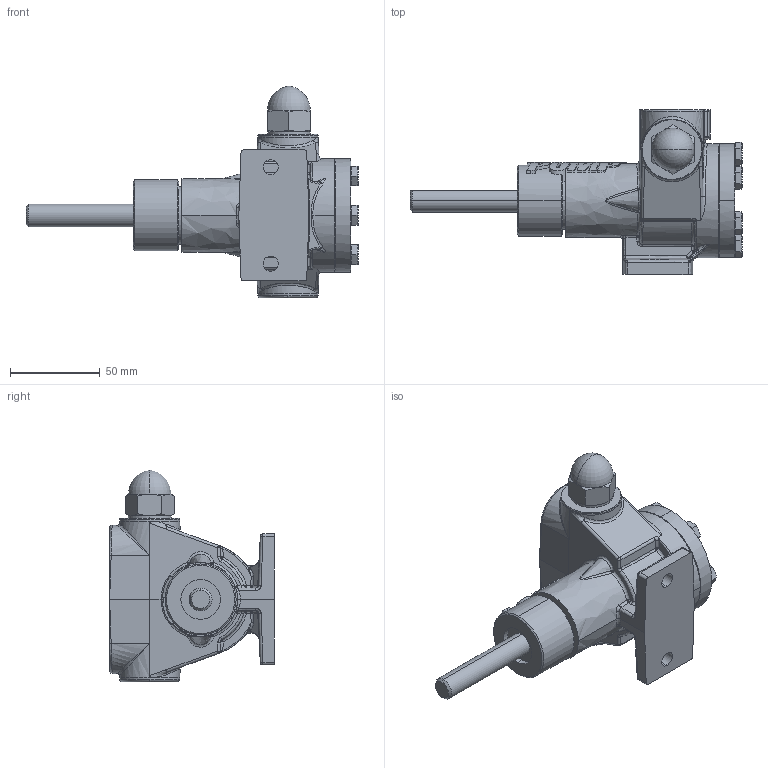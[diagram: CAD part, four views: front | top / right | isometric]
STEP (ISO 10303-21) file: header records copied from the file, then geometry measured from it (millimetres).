
FILE_DESCRIPTION (( 'STEP AP214' ), '1' );
FILE_NAME ('FH32.STEP', '2016-12-13T16:57:12', ( '' ), ( '' ), 'SwSTEP 2.0', 'SolidWorks 2016', '' );
FILE_SCHEMA (( 'AUTOMOTIVE_DESIGN' ));
Length unit declared in the file: inch
Products named in the file (2): FH32
Bounding box: 185.28 x 91.95 x 118.21 mm (x, y, z)
Volume: 382241 mm3; surface area: 48566 mm2
Topology: 1 solids, 1 shells, 543 faces, 1290 edges, 759 vertices
Faces by surface type: bspline 228, plane 192, cone 66, cylinder 55, torus 2
Entity records: 41962 total; most frequent: CARTESIAN_POINT 28781, ORIENTED_EDGE 2544, DIRECTION 1479, EDGE_CURVE 1272, VERTEX_POINT 757, B_SPLINE_CURVE_WITH_KNOTS 579, EDGE_LOOP 569, FACE_OUTER_BOUND 541
